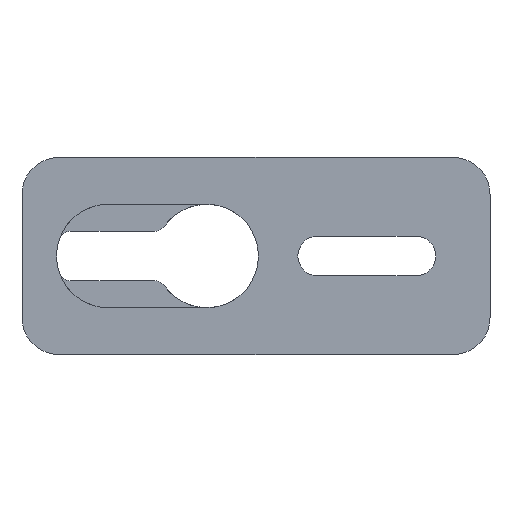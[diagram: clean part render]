
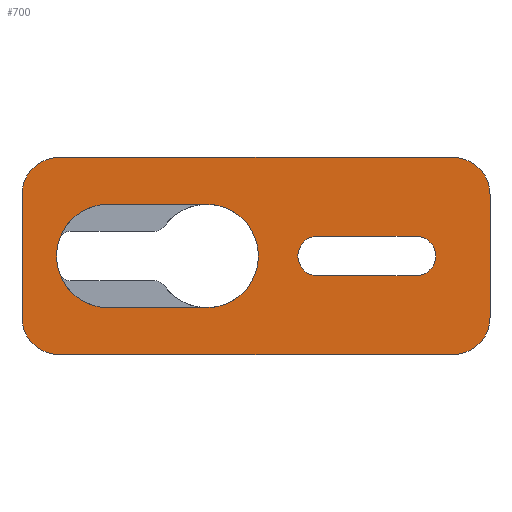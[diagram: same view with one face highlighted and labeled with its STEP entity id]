
A CAD part, front view. The second image highlights one B-rep face of the part: STEP entity #700.
In plain terms, the highlighted planar face has unit normal (0, -1, 0).
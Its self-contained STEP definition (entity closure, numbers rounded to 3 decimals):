
#18=FACE_BOUND('',#248,.T.);
#19=FACE_BOUND('',#249,.T.);
#36=PLANE('',#797);
#46=LINE('',#1075,#102);
#50=LINE('',#1084,#106);
#73=LINE('',#1168,#129);
#75=LINE('',#1175,#131);
#86=LINE('',#1208,#142);
#89=LINE('',#1216,#145);
#90=LINE('',#1218,#146);
#92=LINE('',#1222,#148);
#102=VECTOR('',#859,10.);
#106=VECTOR('',#869,10.);
#129=VECTOR('',#954,10.);
#131=VECTOR('',#962,10.);
#142=VECTOR('',#997,10.);
#145=VECTOR('',#1008,10.);
#146=VECTOR('',#1011,10.);
#148=VECTOR('',#1015,10.);
#205=FACE_OUTER_BOUND('',#247,.T.);
#247=EDGE_LOOP('',(#642,#643,#644,#645,#646,#647,#648,#649));
#248=EDGE_LOOP('',(#650,#651,#652,#653));
#249=EDGE_LOOP('',(#654,#655,#656,#657));
#266=CIRCLE('',#741,3.);
#267=CIRCLE('',#744,3.);
#278=CIRCLE('',#758,4.2);
#284=CIRCLE('',#769,4.2);
#286=CIRCLE('',#775,3.);
#287=CIRCLE('',#778,3.);
#292=CIRCLE('',#790,1.6);
#293=CIRCLE('',#796,1.6);
#310=VERTEX_POINT('',#1072);
#311=VERTEX_POINT('',#1074);
#312=VERTEX_POINT('',#1078);
#313=VERTEX_POINT('',#1082);
#314=VERTEX_POINT('',#1086);
#330=VERTEX_POINT('',#1123);
#331=VERTEX_POINT('',#1125);
#341=VERTEX_POINT('',#1156);
#342=VERTEX_POINT('',#1158);
#343=VERTEX_POINT('',#1166);
#344=VERTEX_POINT('',#1170);
#345=VERTEX_POINT('',#1174);
#354=VERTEX_POINT('',#1205);
#355=VERTEX_POINT('',#1207);
#356=VERTEX_POINT('',#1211);
#357=VERTEX_POINT('',#1220);
#383=EDGE_CURVE('',#310,#311,#46,.T.);
#386=EDGE_CURVE('',#312,#310,#266,.T.);
#388=EDGE_CURVE('',#313,#312,#50,.T.);
#390=EDGE_CURVE('',#314,#313,#267,.T.);
#408=EDGE_CURVE('',#330,#331,#278,.T.);
#425=EDGE_CURVE('',#341,#342,#284,.T.);
#430=EDGE_CURVE('',#343,#314,#73,.T.);
#431=EDGE_CURVE('',#311,#344,#286,.T.);
#433=EDGE_CURVE('',#344,#345,#75,.T.);
#435=EDGE_CURVE('',#345,#343,#287,.T.);
#449=EDGE_CURVE('',#354,#355,#86,.T.);
#452=EDGE_CURVE('',#356,#354,#292,.T.);
#453=EDGE_CURVE('',#342,#330,#89,.T.);
#454=EDGE_CURVE('',#331,#341,#90,.T.);
#456=EDGE_CURVE('',#357,#356,#92,.T.);
#457=EDGE_CURVE('',#355,#357,#293,.T.);
#642=ORIENTED_EDGE('',*,*,#386,.F.);
#643=ORIENTED_EDGE('',*,*,#388,.F.);
#644=ORIENTED_EDGE('',*,*,#390,.F.);
#645=ORIENTED_EDGE('',*,*,#430,.F.);
#646=ORIENTED_EDGE('',*,*,#435,.F.);
#647=ORIENTED_EDGE('',*,*,#433,.F.);
#648=ORIENTED_EDGE('',*,*,#431,.F.);
#649=ORIENTED_EDGE('',*,*,#383,.F.);
#650=ORIENTED_EDGE('',*,*,#457,.F.);
#651=ORIENTED_EDGE('',*,*,#449,.F.);
#652=ORIENTED_EDGE('',*,*,#452,.F.);
#653=ORIENTED_EDGE('',*,*,#456,.F.);
#654=ORIENTED_EDGE('',*,*,#408,.F.);
#655=ORIENTED_EDGE('',*,*,#453,.F.);
#656=ORIENTED_EDGE('',*,*,#425,.F.);
#657=ORIENTED_EDGE('',*,*,#454,.F.);
#700=ADVANCED_FACE('',(#205,#18,#19),#36,.F.);
#741=AXIS2_PLACEMENT_3D('',#1080,#864,#865);
#744=AXIS2_PLACEMENT_3D('',#1088,#873,#874);
#758=AXIS2_PLACEMENT_3D('',#1126,#908,#909);
#769=AXIS2_PLACEMENT_3D('',#1159,#941,#942);
#775=AXIS2_PLACEMENT_3D('',#1171,#957,#958);
#778=AXIS2_PLACEMENT_3D('',#1178,#966,#967);
#790=AXIS2_PLACEMENT_3D('',#1213,#1002,#1003);
#796=AXIS2_PLACEMENT_3D('',#1224,#1018,#1019);
#797=AXIS2_PLACEMENT_3D('',#1225,#1020,#1021);
#859=DIRECTION('',(-1.,0.,0.));
#864=DIRECTION('center_axis',(0.,1.,0.));
#865=DIRECTION('ref_axis',(0.707,0.,-0.707));
#869=DIRECTION('',(0.,0.,-1.));
#873=DIRECTION('center_axis',(0.,1.,0.));
#874=DIRECTION('ref_axis',(0.707,0.,0.707));
#908=DIRECTION('center_axis',(0.,-1.,0.));
#909=DIRECTION('ref_axis',(0.,0.,-1.));
#941=DIRECTION('center_axis',(0.,-1.,0.));
#942=DIRECTION('ref_axis',(0.,0.,1.));
#954=DIRECTION('',(1.,0.,0.));
#957=DIRECTION('center_axis',(0.,1.,0.));
#958=DIRECTION('ref_axis',(-0.707,0.,-0.707));
#962=DIRECTION('',(0.,0.,1.));
#966=DIRECTION('center_axis',(0.,1.,0.));
#967=DIRECTION('ref_axis',(-0.707,0.,0.707));
#997=DIRECTION('',(1.,0.,0.));
#1002=DIRECTION('center_axis',(0.,-1.,0.));
#1003=DIRECTION('ref_axis',(0.,0.,-1.));
#1008=DIRECTION('',(-1.,0.,0.));
#1011=DIRECTION('',(1.,0.,0.));
#1015=DIRECTION('',(-1.,0.,0.));
#1018=DIRECTION('center_axis',(0.,-1.,0.));
#1019=DIRECTION('ref_axis',(0.,0.,1.));
#1020=DIRECTION('center_axis',(0.,1.,0.));
#1021=DIRECTION('ref_axis',(-1.,0.,0.));
#1072=CARTESIAN_POINT('',(128.75,-190.85,123.75));
#1074=CARTESIAN_POINT('',(96.75,-190.85,123.75));
#1075=CARTESIAN_POINT('',(131.75,-190.85,123.75));
#1078=CARTESIAN_POINT('',(131.75,-190.85,126.75));
#1080=CARTESIAN_POINT('Origin',(128.75,-190.85,126.75));
#1082=CARTESIAN_POINT('',(131.75,-190.85,136.75));
#1084=CARTESIAN_POINT('',(131.75,-190.85,139.75));
#1086=CARTESIAN_POINT('',(128.75,-190.85,139.75));
#1088=CARTESIAN_POINT('Origin',(128.75,-190.85,136.75));
#1123=CARTESIAN_POINT('',(100.75,-190.85,135.95));
#1125=CARTESIAN_POINT('',(100.75,-190.85,127.55));
#1126=CARTESIAN_POINT('Origin',(100.75,-190.85,131.75));
#1156=CARTESIAN_POINT('',(108.75,-190.85,127.55));
#1158=CARTESIAN_POINT('',(108.75,-190.85,135.95));
#1159=CARTESIAN_POINT('Origin',(108.75,-190.85,131.75));
#1166=CARTESIAN_POINT('',(96.75,-190.85,139.75));
#1168=CARTESIAN_POINT('',(93.75,-190.85,139.75));
#1170=CARTESIAN_POINT('',(93.75,-190.85,126.75));
#1171=CARTESIAN_POINT('Origin',(96.75,-190.85,126.75));
#1174=CARTESIAN_POINT('',(93.75,-190.85,136.75));
#1175=CARTESIAN_POINT('',(93.75,-190.85,123.75));
#1178=CARTESIAN_POINT('Origin',(96.75,-190.85,136.75));
#1205=CARTESIAN_POINT('',(117.75,-190.85,130.15));
#1207=CARTESIAN_POINT('',(125.75,-190.85,130.15));
#1208=CARTESIAN_POINT('',(125.75,-190.85,130.15));
#1211=CARTESIAN_POINT('',(117.75,-190.85,133.35));
#1213=CARTESIAN_POINT('Origin',(117.75,-190.85,131.75));
#1216=CARTESIAN_POINT('',(100.75,-190.85,135.95));
#1218=CARTESIAN_POINT('',(108.75,-190.85,127.55));
#1220=CARTESIAN_POINT('',(125.75,-190.85,133.35));
#1222=CARTESIAN_POINT('',(117.75,-190.85,133.35));
#1224=CARTESIAN_POINT('Origin',(125.75,-190.85,131.75));
#1225=CARTESIAN_POINT('Origin',(112.75,-190.85,131.75));
